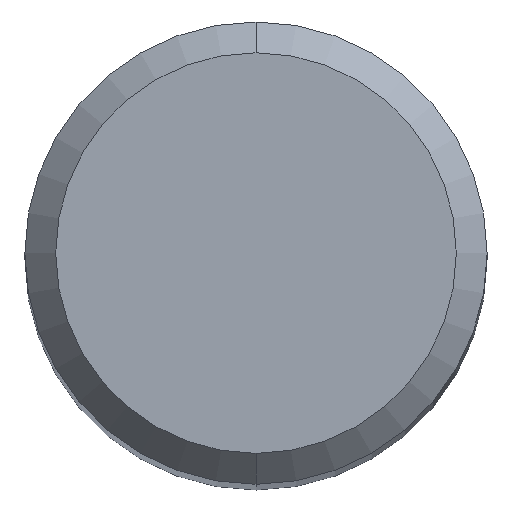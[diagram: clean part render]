
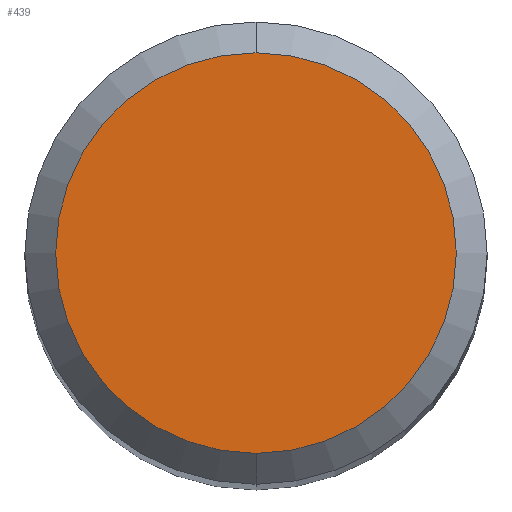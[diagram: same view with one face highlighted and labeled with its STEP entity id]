
A CAD part, top view. The second image highlights one B-rep face of the part: STEP entity #439.
In plain terms, the highlighted planar face has unit normal (0, 0, 1).
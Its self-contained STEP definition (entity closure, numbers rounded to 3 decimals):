
#255=VERTEX_POINT('',#554);
#263=VERTEX_POINT('',#562);
#373=EDGE_CURVE('',#263,#255,#687,.T.);
#381=EDGE_CURVE('',#255,#263,#695,.T.);
#439=ADVANCED_FACE('',(#757),#758,.T.);
#554=CARTESIAN_POINT('',(0.0,2.6,41.874));
#562=CARTESIAN_POINT('',(0.,-2.6,41.874));
#687=CIRCLE('',#1259,2.6);
#695=CIRCLE('',#1276,2.6);
#757=FACE_OUTER_BOUND('',#1402,.T.);
#758=PLANE('',#1403);
#1259=AXIS2_PLACEMENT_3D('',#1671,#1672,#1673);
#1276=AXIS2_PLACEMENT_3D('',#1674,#1675,#1676);
#1402=EDGE_LOOP('',(#1736,#1737));
#1403=AXIS2_PLACEMENT_3D('',#1738,#1739,#1740);
#1671=CARTESIAN_POINT('',(0.0,0.0,41.874));
#1672=DIRECTION('',(0.0,0.0,-1.0));
#1673=DIRECTION('',(0.0,1.0,0.0));
#1674=CARTESIAN_POINT('',(0.0,0.0,41.874));
#1675=DIRECTION('',(0.0,0.0,-1.0));
#1676=DIRECTION('',(0.0,1.0,0.0));
#1736=ORIENTED_EDGE('',*,*,#381,.F.);
#1737=ORIENTED_EDGE('',*,*,#373,.F.);
#1738=CARTESIAN_POINT('',(0.0,1.3,41.874));
#1739=DIRECTION('',(-0.0,0.0,1.0));
#1740=DIRECTION('',(0.0,-1.0,0.0));
